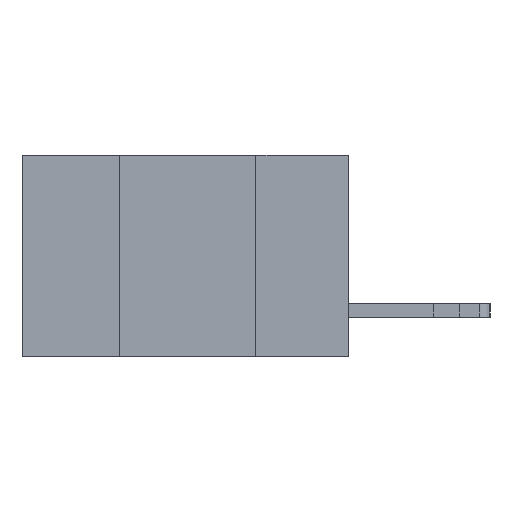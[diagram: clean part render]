
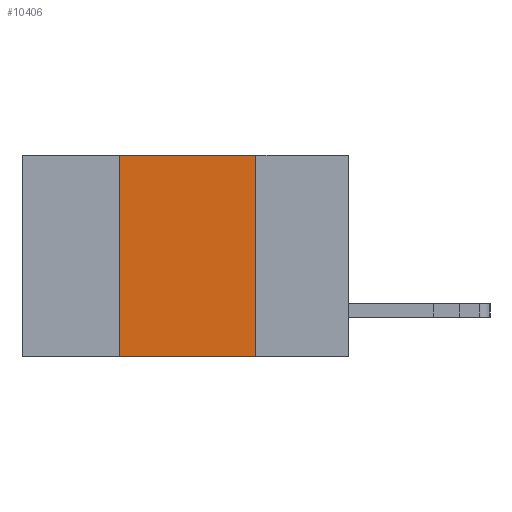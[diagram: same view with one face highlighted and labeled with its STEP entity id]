
A CAD part, left-side view. The second image highlights one B-rep face of the part: STEP entity #10406.
In plain terms, the highlighted planar face has unit normal (-1, 0, 0).
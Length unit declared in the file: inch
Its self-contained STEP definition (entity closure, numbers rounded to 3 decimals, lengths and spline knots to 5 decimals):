
#847 = VERTEX_POINT ( 'NONE', #12209 ) ;
#2176 = VERTEX_POINT ( 'NONE', #10249 ) ;
#2570 = LINE ( 'NONE', #20810, #23689 ) ;
#3102 = EDGE_CURVE ( 'NONE', #17234, #23250, #20149, .T. ) ;
#3726 = VECTOR ( 'NONE', #19222, 39.37008 ) ;
#4259 = CARTESIAN_POINT ( 'NONE',  ( 0., 0.17, 0. ) ) ;
#5129 = PLANE ( 'NONE',  #24841 ) ;
#6811 = VECTOR ( 'NONE', #21006, 39.37008 ) ;
#7635 = FACE_OUTER_BOUND ( 'NONE', #8538, .T. ) ;
#8538 = EDGE_LOOP ( 'NONE', ( #24524, #9536, #10841, #23884 ) ) ;
#9304 = DIRECTION ( 'NONE',  ( 0., 0., -1. ) ) ;
#9536 = ORIENTED_EDGE ( 'NONE', *, *, #13383, .F. ) ;
#10249 = CARTESIAN_POINT ( 'NONE',  ( 0., 0.17, -0.37 ) ) ;
#10406 = ADVANCED_FACE ( 'NONE', ( #7635 ), #5129, .F. ) ;
#10607 = DIRECTION ( 'NONE',  ( 0., -1., 0. ) ) ;
#10841 = ORIENTED_EDGE ( 'NONE', *, *, #3102, .F. ) ;
#12129 = CARTESIAN_POINT ( 'NONE',  ( 0., 0.42, 0. ) ) ;
#12173 = EDGE_CURVE ( 'NONE', #847, #2176, #22600, .T. ) ;
#12209 = CARTESIAN_POINT ( 'NONE',  ( 0., 0.17, 0. ) ) ;
#12306 = LINE ( 'NONE', #12780, #6811 ) ;
#12780 = CARTESIAN_POINT ( 'NONE',  ( 0., 0.6, 0. ) ) ;
#13383 = EDGE_CURVE ( 'NONE', #23250, #847, #12306, .T. ) ;
#15700 = EDGE_CURVE ( 'NONE', #17234, #2176, #2570, .T. ) ;
#16568 = VECTOR ( 'NONE', #24730, 39.37008 ) ;
#17234 = VERTEX_POINT ( 'NONE', #17659 ) ;
#17659 = CARTESIAN_POINT ( 'NONE',  ( 0., 0.42, -0.37 ) ) ;
#19222 = DIRECTION ( 'NONE',  ( 0., 0., 1. ) ) ;
#19541 = CARTESIAN_POINT ( 'NONE',  ( 0., 0.6, 0. ) ) ;
#20149 = LINE ( 'NONE', #12129, #3726 ) ;
#20810 = CARTESIAN_POINT ( 'NONE',  ( 0., 0.6, -0.37 ) ) ;
#21006 = DIRECTION ( 'NONE',  ( 0., -1., 0. ) ) ;
#21554 = DIRECTION ( 'NONE',  ( 1., 0., 0. ) ) ;
#22600 = LINE ( 'NONE', #4259, #16568 ) ;
#22896 = CARTESIAN_POINT ( 'NONE',  ( 0., 0.42, 0. ) ) ;
#23250 = VERTEX_POINT ( 'NONE', #22896 ) ;
#23689 = VECTOR ( 'NONE', #10607, 39.37008 ) ;
#23884 = ORIENTED_EDGE ( 'NONE', *, *, #15700, .T. ) ;
#24524 = ORIENTED_EDGE ( 'NONE', *, *, #12173, .F. ) ;
#24730 = DIRECTION ( 'NONE',  ( 0., 0., -1. ) ) ;
#24841 = AXIS2_PLACEMENT_3D ( 'NONE', #19541, #21554, #9304 ) ;
